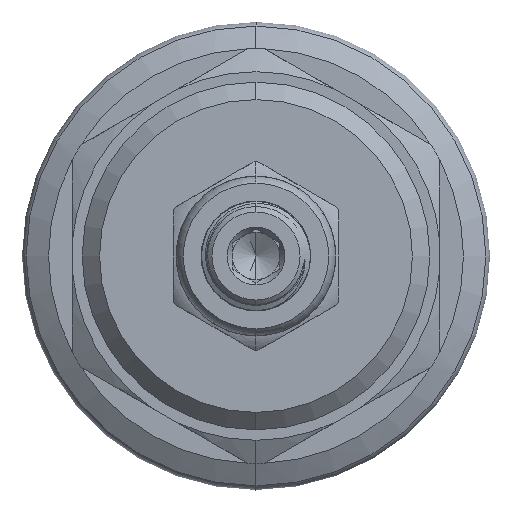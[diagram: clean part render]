
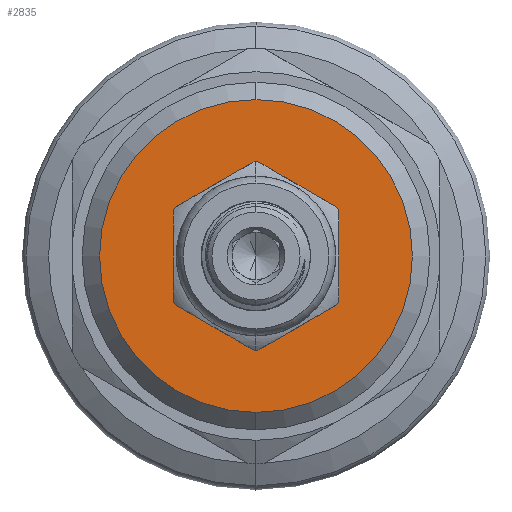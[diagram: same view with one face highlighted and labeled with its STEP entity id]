
A CAD part, left-side view. The second image highlights one B-rep face of the part: STEP entity #2835.
In plain terms, the highlighted planar face has unit normal (-1, 0, 0).
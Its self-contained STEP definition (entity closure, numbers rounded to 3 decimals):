
#413 = FACE_OUTER_BOUND ( 'NONE', #5553, .T. ) ;
#416 = FACE_BOUND ( 'NONE', #5545, .T. ) ;
#1097 = VERTEX_POINT ( 'NONE', #3655 ) ;
#1142 = VERTEX_POINT ( 'NONE', #3697 ) ;
#1181 = VERTEX_POINT ( 'NONE', #3736 ) ;
#1329 = VERTEX_POINT ( 'NONE', #3884 ) ;
#1515 = ORIENTED_EDGE ( 'NONE', *, *, #10132, .F. ) ;
#2835 = ADVANCED_FACE ( 'NONE', ( #416, #413 ), #4061, .F. ) ;
#3655 = CARTESIAN_POINT ( 'NONE',  ( 0., 0., -6.875 ) ) ;
#3697 = CARTESIAN_POINT ( 'NONE',  ( 0., 0., -13.5 ) ) ;
#3736 = CARTESIAN_POINT ( 'NONE',  ( 0., 0., 6.875 ) ) ;
#3884 = CARTESIAN_POINT ( 'NONE',  ( 0., 0., 13.5 ) ) ;
#4058 = DIRECTION ( 'NONE',  ( 1., 0., 0. ) ) ;
#4060 = CARTESIAN_POINT ( 'NONE',  ( 0., 13.094, 0. ) ) ;
#4061 = PLANE ( 'NONE',  #5771 ) ;
#4063 = DIRECTION ( 'NONE',  ( 0., 0., -1. ) ) ;
#4661 = ORIENTED_EDGE ( 'NONE', *, *, #10135, .F. ) ;
#5545 = EDGE_LOOP ( 'NONE', ( #4661, #6369 ) ) ;
#5553 = EDGE_LOOP ( 'NONE', ( #1515, #13931 ) ) ;
#5771 = AXIS2_PLACEMENT_3D ( 'NONE', #4060, #4058, #4063 ) ;
#5890 = AXIS2_PLACEMENT_3D ( 'NONE', #11336, #11337, #11338 ) ;
#5892 = AXIS2_PLACEMENT_3D ( 'NONE', #11345, #11346, #11347 ) ;
#6031 = AXIS2_PLACEMENT_3D ( 'NONE', #11946, #11947, #11948 ) ;
#6032 = AXIS2_PLACEMENT_3D ( 'NONE', #11949, #11950, #11951 ) ;
#6369 = ORIENTED_EDGE ( 'NONE', *, *, #10273, .F. ) ;
#8010 = CIRCLE ( 'NONE', #5890, 13.5 ) ;
#8013 = CIRCLE ( 'NONE', #5892, 6.875 ) ;
#8173 = CIRCLE ( 'NONE', #6032, 13.5 ) ;
#8176 = CIRCLE ( 'NONE', #6031, 6.875 ) ;
#10132 = EDGE_CURVE ( 'NONE', #1142, #1329, #8010, .T. ) ;
#10135 = EDGE_CURVE ( 'NONE', #1181, #1097, #8013, .T. ) ;
#10273 = EDGE_CURVE ( 'NONE', #1097, #1181, #8176, .T. ) ;
#10274 = EDGE_CURVE ( 'NONE', #1329, #1142, #8173, .T. ) ;
#11336 = CARTESIAN_POINT ( 'NONE',  ( 0., 0., 0. ) ) ;
#11337 = DIRECTION ( 'NONE',  ( 1., 0., 0. ) ) ;
#11338 = DIRECTION ( 'NONE',  ( 0., 0., -1. ) ) ;
#11345 = CARTESIAN_POINT ( 'NONE',  ( 0., 0., 0. ) ) ;
#11346 = DIRECTION ( 'NONE',  ( -1., 0., 0. ) ) ;
#11347 = DIRECTION ( 'NONE',  ( 0., 0., -1. ) ) ;
#11946 = CARTESIAN_POINT ( 'NONE',  ( 0., 0., 0. ) ) ;
#11947 = DIRECTION ( 'NONE',  ( -1., 0., 0. ) ) ;
#11948 = DIRECTION ( 'NONE',  ( 0., 0., -1. ) ) ;
#11949 = CARTESIAN_POINT ( 'NONE',  ( 0., 0., 0. ) ) ;
#11950 = DIRECTION ( 'NONE',  ( 1., 0., 0. ) ) ;
#11951 = DIRECTION ( 'NONE',  ( 0., 0., -1. ) ) ;
#13931 = ORIENTED_EDGE ( 'NONE', *, *, #10274, .F. ) ;
